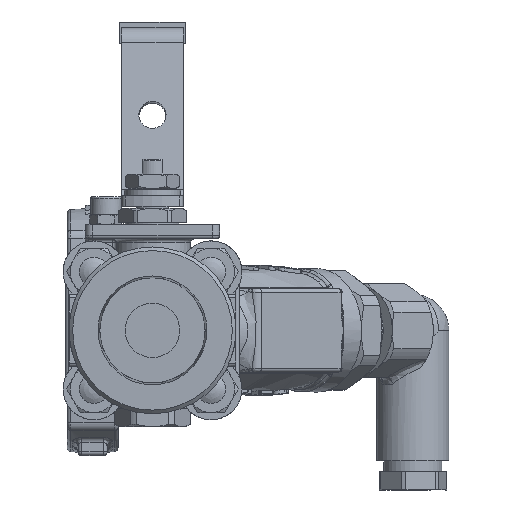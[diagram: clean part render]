
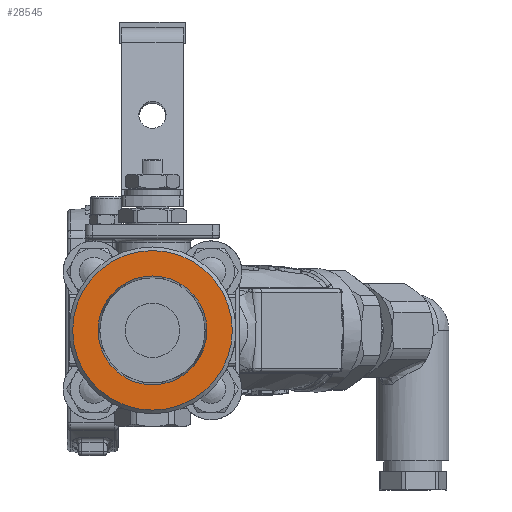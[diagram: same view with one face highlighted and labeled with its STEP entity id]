
A CAD part, left-side view. The second image highlights one B-rep face of the part: STEP entity #28545.
In plain terms, the highlighted planar face has unit normal (-1, 0, 0).
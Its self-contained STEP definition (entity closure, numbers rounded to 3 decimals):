
#2774=FACE_BOUND('',#5620,.T.);
#2973=PLANE('',#30595);
#3789=FACE_OUTER_BOUND('',#5619,.T.);
#5619=EDGE_LOOP('',(#19863));
#5620=EDGE_LOOP('',(#19864));
#10379=CIRCLE('',#30491,22.);
#10439=CIRCLE('',#30596,15.003);
#11913=VERTEX_POINT('',#42577);
#11973=VERTEX_POINT('',#43645);
#14809=EDGE_CURVE('',#11913,#11913,#10379,.T.);
#14936=EDGE_CURVE('',#11973,#11973,#10439,.T.);
#19863=ORIENTED_EDGE('',*,*,#14809,.F.);
#19864=ORIENTED_EDGE('',*,*,#14936,.T.);
#28545=ADVANCED_FACE('',(#3789,#2774),#2973,.T.);
#30491=AXIS2_PLACEMENT_3D('',#42578,#34235,#34236);
#30595=AXIS2_PLACEMENT_3D('',#43644,#34475,#34476);
#30596=AXIS2_PLACEMENT_3D('',#43646,#34477,#34478);
#34235=DIRECTION('center_axis',(1.,0.,0.));
#34236=DIRECTION('ref_axis',(0.,1.,0.));
#34475=DIRECTION('center_axis',(-1.,0.,0.));
#34476=DIRECTION('ref_axis',(0.,-1.,0.));
#34477=DIRECTION('center_axis',(1.,0.,0.));
#34478=DIRECTION('ref_axis',(0.,-1.,0.));
#42577=CARTESIAN_POINT('',(-135.036,-3.167,-1.517));
#42578=CARTESIAN_POINT('Origin',(-135.036,18.833,-1.517));
#43644=CARTESIAN_POINT('Origin',(-135.036,18.833,-1.517));
#43645=CARTESIAN_POINT('',(-135.036,33.836,-1.517));
#43646=CARTESIAN_POINT('Origin',(-135.036,18.833,-1.517));
